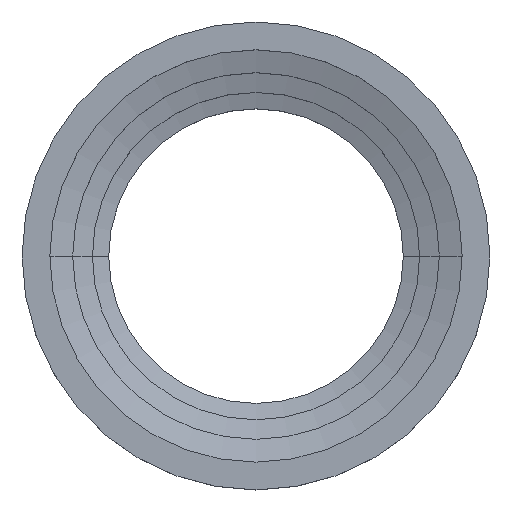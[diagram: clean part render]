
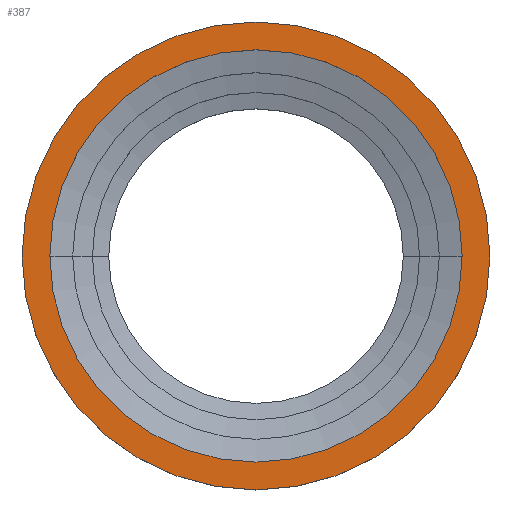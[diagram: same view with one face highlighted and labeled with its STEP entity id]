
A CAD part, top view. The second image highlights one B-rep face of the part: STEP entity #387.
In plain terms, the highlighted planar face has unit normal (0, 0, 1).
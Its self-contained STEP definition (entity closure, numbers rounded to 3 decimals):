
#21 = PLANE ( 'NONE',  #206 ) ;
#25 = DIRECTION ( 'NONE',  ( -1., 0., 0. ) ) ;
#78 = CARTESIAN_POINT ( 'NONE',  ( 315., 0., 0. ) ) ;
#94 = VERTEX_POINT ( 'NONE', #104 ) ;
#104 = CARTESIAN_POINT ( 'NONE',  ( 277.6, 0., 0. ) ) ;
#106 = CARTESIAN_POINT ( 'NONE',  ( 0., 0., 0. ) ) ;
#107 = DIRECTION ( 'NONE',  ( 1., 0., 0. ) ) ;
#144 = EDGE_CURVE ( 'NONE', #598, #770, #626, .T. ) ;
#162 = DIRECTION ( 'NONE',  ( 0., 0., -1. ) ) ;
#184 = DIRECTION ( 'NONE',  ( 0., 0., 1. ) ) ;
#193 = EDGE_LOOP ( 'NONE', ( #731, #803 ) ) ;
#206 = AXIS2_PLACEMENT_3D ( 'NONE', #266, #162, #25 ) ;
#217 = VERTEX_POINT ( 'NONE', #624 ) ;
#225 = ORIENTED_EDGE ( 'NONE', *, *, #543, .T. ) ;
#246 = CARTESIAN_POINT ( 'NONE',  ( 0., 0., 0. ) ) ;
#257 = EDGE_CURVE ( 'NONE', #217, #94, #627, .T. ) ;
#266 = CARTESIAN_POINT ( 'NONE',  ( 0., 315., 0. ) ) ;
#308 = ORIENTED_EDGE ( 'NONE', *, *, #144, .T. ) ;
#369 = CARTESIAN_POINT ( 'NONE',  ( 0., 0., 0. ) ) ;
#381 = DIRECTION ( 'NONE',  ( 1., 0., 0. ) ) ;
#387 = ADVANCED_FACE ( 'NONE', ( #679, #744 ), #21, .F. ) ;
#418 = AXIS2_PLACEMENT_3D ( 'NONE', #509, #707, #381 ) ;
#471 = EDGE_LOOP ( 'NONE', ( #308, #225 ) ) ;
#491 = CIRCLE ( 'NONE', #708, 315. ) ;
#495 = DIRECTION ( 'NONE',  ( 1., 0., 0. ) ) ;
#509 = CARTESIAN_POINT ( 'NONE',  ( 0., 0., 0. ) ) ;
#514 = AXIS2_PLACEMENT_3D ( 'NONE', #369, #835, #107 ) ;
#519 = DIRECTION ( 'NONE',  ( 0., 0., 1. ) ) ;
#543 = EDGE_CURVE ( 'NONE', #770, #598, #491, .T. ) ;
#547 = AXIS2_PLACEMENT_3D ( 'NONE', #246, #519, #577 ) ;
#577 = DIRECTION ( 'NONE',  ( 1., 0., 0. ) ) ;
#598 = VERTEX_POINT ( 'NONE', #78 ) ;
#624 = CARTESIAN_POINT ( 'NONE',  ( -277.6, 0., 0. ) ) ;
#626 = CIRCLE ( 'NONE', #514, 315. ) ;
#627 = CIRCLE ( 'NONE', #547, 277.6 ) ;
#679 = FACE_BOUND ( 'NONE', #193, .T. ) ;
#707 = DIRECTION ( 'NONE',  ( 0., 0., 1. ) ) ;
#708 = AXIS2_PLACEMENT_3D ( 'NONE', #106, #184, #495 ) ;
#731 = ORIENTED_EDGE ( 'NONE', *, *, #754, .F. ) ;
#744 = FACE_OUTER_BOUND ( 'NONE', #471, .T. ) ;
#754 = EDGE_CURVE ( 'NONE', #94, #217, #775, .T. ) ;
#770 = VERTEX_POINT ( 'NONE', #804 ) ;
#775 = CIRCLE ( 'NONE', #418, 277.6 ) ;
#803 = ORIENTED_EDGE ( 'NONE', *, *, #257, .F. ) ;
#804 = CARTESIAN_POINT ( 'NONE',  ( -315., 0., 0. ) ) ;
#835 = DIRECTION ( 'NONE',  ( 0., 0., 1. ) ) ;
